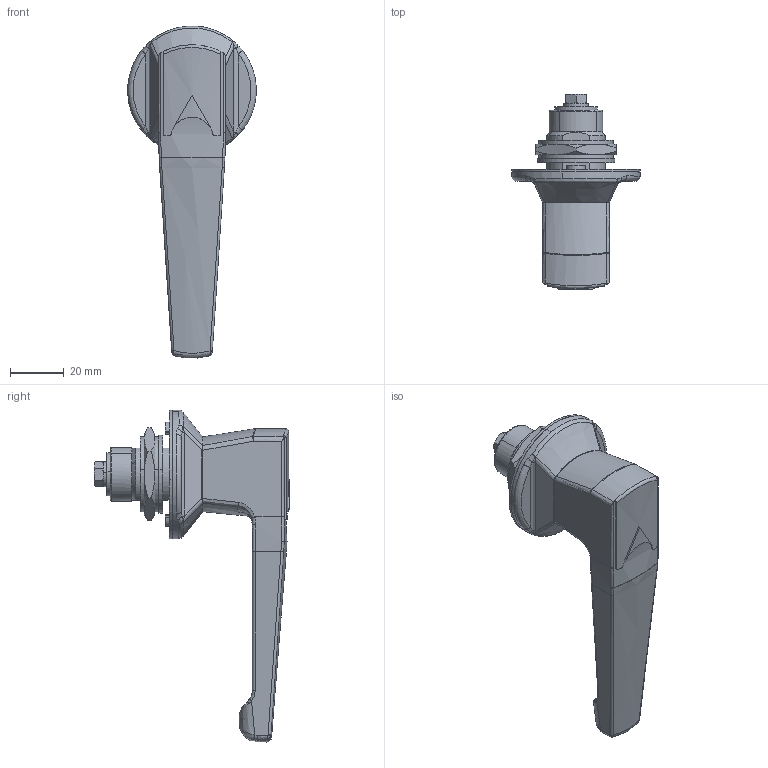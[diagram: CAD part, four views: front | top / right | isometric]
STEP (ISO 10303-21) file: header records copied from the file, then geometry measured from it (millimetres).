
FILE_DESCRIPTION((''),'2;1');
FILE_NAME('','2005-10-07T14:25:49',(''),(''),'','CADfix','');
FILE_SCHEMA(('AUTOMOTIVE_DESIGN'));
Length unit declared in the file: millimetre
Products named in the file (9): washer_B; washer_A; spacer; packing; nut; handle; bolt; base; THA_330SF_2_25689_36
Assembly tree (8 placements, depth 2):
  THA_330SF_2_25689_36
    washer_B
    washer_A
    spacer
    packing
    nut
    handle
    bolt
    base
Bounding box: 47.97 x 73.1 x 123.92 mm (x, y, z)
Volume: 56922.8 mm3; surface area: 26503.1 mm2
Topology: 8 solids, 8 shells, 319 faces, 836 edges, 540 vertices
Faces by surface type: bspline 319
Entity records: 15579 total; most frequent: CARTESIAN_POINT 10718, ORIENTED_EDGE 1660, EDGE_CURVE 830, VERTEX_POINT 540, EDGE_LOOP 344, FACE_OUTER_BOUND 319, ADVANCED_FACE 319, QUASI_UNIFORM_CURVE 296
